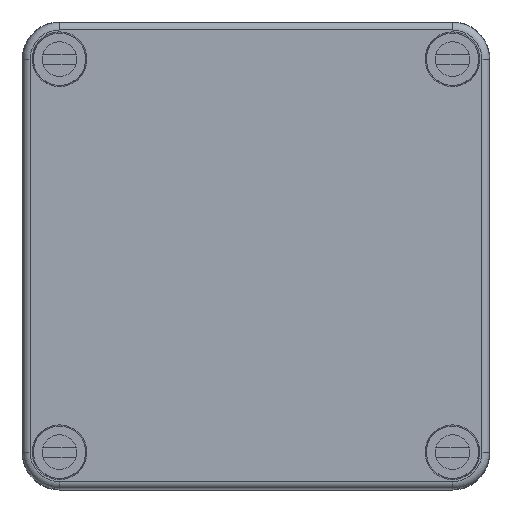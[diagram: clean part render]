
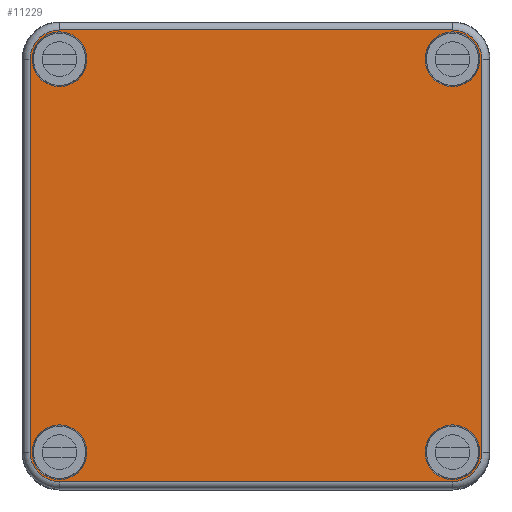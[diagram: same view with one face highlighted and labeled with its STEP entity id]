
A CAD part, top view. The second image highlights one B-rep face of the part: STEP entity #11229.
In plain terms, the highlighted planar face has unit normal (0, 0, 1).
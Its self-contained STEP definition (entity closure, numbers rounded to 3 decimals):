
#28 = ORIENTED_EDGE ( 'NONE', *, *, #3549, .T. ) ;
#120 = DIRECTION ( 'NONE',  ( -1., 0., 0. ) ) ;
#526 = CARTESIAN_POINT ( 'NONE',  ( 39.5, 39.5, 15. ) ) ;
#571 = AXIS2_PLACEMENT_3D ( 'NONE', #6415, #18194, #8146 ) ;
#696 = DIRECTION ( 'NONE',  ( -1., 0., 0. ) ) ;
#934 = VERTEX_POINT ( 'NONE', #13039 ) ;
#1036 = CARTESIAN_POINT ( 'NONE',  ( 39.5, -45.382, 15. ) ) ;
#1385 = CARTESIAN_POINT ( 'NONE',  ( 39.5, 39.5, 15. ) ) ;
#1655 = CARTESIAN_POINT ( 'NONE',  ( 39.5, -39.5, 15. ) ) ;
#1826 = VECTOR ( 'NONE', #12942, 1000. ) ;
#1885 = CARTESIAN_POINT ( 'NONE',  ( 39.5, 45.382, 15. ) ) ;
#2018 = AXIS2_PLACEMENT_3D ( 'NONE', #3117, #14954, #4815 ) ;
#2102 = CARTESIAN_POINT ( 'NONE',  ( 39.5, -39.5, 15. ) ) ;
#2222 = DIRECTION ( 'NONE',  ( -1., 0., 0. ) ) ;
#2256 = EDGE_CURVE ( 'NONE', #7515, #9649, #8386, .T. ) ;
#2688 = EDGE_CURVE ( 'NONE', #12001, #19916, #13886, .T. ) ;
#2753 = FACE_BOUND ( 'NONE', #19727, .T. ) ;
#2904 = DIRECTION ( 'NONE',  ( 0., 0., -1. ) ) ;
#2924 = ORIENTED_EDGE ( 'NONE', *, *, #8669, .T. ) ;
#3068 = CIRCLE ( 'NONE', #16879, 5.5 ) ;
#3086 = DIRECTION ( 'NONE',  ( 1., 0., 0. ) ) ;
#3117 = CARTESIAN_POINT ( 'NONE',  ( 39.5, 39.5, 15. ) ) ;
#3220 = CARTESIAN_POINT ( 'NONE',  ( -45., -39.5, 15. ) ) ;
#3355 = DIRECTION ( 'NONE',  ( -1., 0., 0. ) ) ;
#3518 = VECTOR ( 'NONE', #16618, 1000. ) ;
#3549 = EDGE_CURVE ( 'NONE', #16722, #12825, #10936, .T. ) ;
#3573 = VERTEX_POINT ( 'NONE', #7229 ) ;
#3676 = CARTESIAN_POINT ( 'NONE',  ( 39.5, -39.5, 15. ) ) ;
#3744 = ORIENTED_EDGE ( 'NONE', *, *, #2256, .T. ) ;
#3818 = DIRECTION ( 'NONE',  ( -1., 0., 0. ) ) ;
#3826 = FACE_BOUND ( 'NONE', #8313, .T. ) ;
#3985 = CARTESIAN_POINT ( 'NONE',  ( 34., -39.5, 15. ) ) ;
#4162 = CIRCLE ( 'NONE', #5450, 5.882 ) ;
#4172 = ORIENTED_EDGE ( 'NONE', *, *, #11827, .F. ) ;
#4792 = CARTESIAN_POINT ( 'NONE',  ( -45.382, 39.5, 15. ) ) ;
#4815 = DIRECTION ( 'NONE',  ( -1., 0., 0. ) ) ;
#4849 = PLANE ( 'NONE',  #12896 ) ;
#5081 = ORIENTED_EDGE ( 'NONE', *, *, #5922, .T. ) ;
#5383 = DIRECTION ( 'NONE',  ( -1., 0., 0. ) ) ;
#5450 = AXIS2_PLACEMENT_3D ( 'NONE', #20878, #10831, #696 ) ;
#5658 = LINE ( 'NONE', #19934, #3518 ) ;
#5728 = EDGE_LOOP ( 'NONE', ( #14593, #4172, #2924, #6035, #10631, #7620, #7398, #10074 ) ) ;
#5801 = CARTESIAN_POINT ( 'NONE',  ( -34., 39.5, 15. ) ) ;
#5803 = LINE ( 'NONE', #11310, #1826 ) ;
#5820 = CIRCLE ( 'NONE', #8136, 5.5 ) ;
#5922 = EDGE_CURVE ( 'NONE', #9649, #7515, #6104, .T. ) ;
#6035 = ORIENTED_EDGE ( 'NONE', *, *, #21042, .T. ) ;
#6099 = CIRCLE ( 'NONE', #571, 5.5 ) ;
#6104 = CIRCLE ( 'NONE', #15264, 5.5 ) ;
#6192 = EDGE_CURVE ( 'NONE', #6462, #20917, #5820, .T. ) ;
#6265 = DIRECTION ( 'NONE',  ( 0., 0., 1. ) ) ;
#6415 = CARTESIAN_POINT ( 'NONE',  ( -39.5, 39.5, 15. ) ) ;
#6462 = VERTEX_POINT ( 'NONE', #18942 ) ;
#6666 = EDGE_CURVE ( 'NONE', #20376, #3573, #5803, .T. ) ;
#7002 = VERTEX_POINT ( 'NONE', #18832 ) ;
#7229 = CARTESIAN_POINT ( 'NONE',  ( -45.382, -39.5, 15. ) ) ;
#7398 = ORIENTED_EDGE ( 'NONE', *, *, #15582, .T. ) ;
#7515 = VERTEX_POINT ( 'NONE', #20560 ) ;
#7620 = ORIENTED_EDGE ( 'NONE', *, *, #6666, .T. ) ;
#7832 = CIRCLE ( 'NONE', #10315, 5.882 ) ;
#7916 = ORIENTED_EDGE ( 'NONE', *, *, #19081, .T. ) ;
#8136 = AXIS2_PLACEMENT_3D ( 'NONE', #8163, #19904, #9850 ) ;
#8146 = DIRECTION ( 'NONE',  ( -1., 0., 0. ) ) ;
#8163 = CARTESIAN_POINT ( 'NONE',  ( -39.5, -39.5, 15. ) ) ;
#8282 = DIRECTION ( 'NONE',  ( 0., 0., -1. ) ) ;
#8313 = EDGE_LOOP ( 'NONE', ( #9258, #7916 ) ) ;
#8386 = CIRCLE ( 'NONE', #2018, 5.5 ) ;
#8448 = ORIENTED_EDGE ( 'NONE', *, *, #13550, .T. ) ;
#8669 = EDGE_CURVE ( 'NONE', #934, #14410, #14648, .T. ) ;
#8742 = CARTESIAN_POINT ( 'NONE',  ( -39.5, -45.382, 15. ) ) ;
#8873 = VECTOR ( 'NONE', #19533, 1000. ) ;
#8904 = AXIS2_PLACEMENT_3D ( 'NONE', #3676, #15493, #5383 ) ;
#9258 = ORIENTED_EDGE ( 'NONE', *, *, #6192, .T. ) ;
#9591 = ORIENTED_EDGE ( 'NONE', *, *, #10272, .T. ) ;
#9601 = CARTESIAN_POINT ( 'NONE',  ( -39.5, 39.5, 15. ) ) ;
#9649 = VERTEX_POINT ( 'NONE', #20337 ) ;
#9723 = AXIS2_PLACEMENT_3D ( 'NONE', #16341, #6265, #18045 ) ;
#9814 = LINE ( 'NONE', #1885, #14268 ) ;
#9850 = DIRECTION ( 'NONE',  ( -1., 0., 0. ) ) ;
#9916 = CARTESIAN_POINT ( 'NONE',  ( 45.382, -39.5, 15. ) ) ;
#10074 = ORIENTED_EDGE ( 'NONE', *, *, #2688, .F. ) ;
#10272 = EDGE_CURVE ( 'NONE', #12825, #16722, #14090, .T. ) ;
#10315 = AXIS2_PLACEMENT_3D ( 'NONE', #1655, #13507, #3355 ) ;
#10631 = ORIENTED_EDGE ( 'NONE', *, *, #16002, .F. ) ;
#10741 = EDGE_CURVE ( 'NONE', #15215, #12001, #7832, .T. ) ;
#10831 = DIRECTION ( 'NONE',  ( 0., 0., -1. ) ) ;
#10936 = CIRCLE ( 'NONE', #16870, 5.5 ) ;
#11229 = ADVANCED_FACE ( 'NONE', ( #3826, #11785, #2753, #20171, #15708 ), #4849, .F. ) ;
#11300 = DIRECTION ( 'NONE',  ( -1., 0., 0. ) ) ;
#11310 = CARTESIAN_POINT ( 'NONE',  ( -45.382, 39.5, 15. ) ) ;
#11600 = VERTEX_POINT ( 'NONE', #17666 ) ;
#11785 = FACE_BOUND ( 'NONE', #14377, .T. ) ;
#11827 = EDGE_CURVE ( 'NONE', #934, #15215, #5658, .T. ) ;
#12001 = VERTEX_POINT ( 'NONE', #17198 ) ;
#12296 = VERTEX_POINT ( 'NONE', #5801 ) ;
#12400 = DIRECTION ( 'NONE',  ( 0., 0., -1. ) ) ;
#12825 = VERTEX_POINT ( 'NONE', #3985 ) ;
#12896 = AXIS2_PLACEMENT_3D ( 'NONE', #16639, #8282, #20023 ) ;
#12942 = DIRECTION ( 'NONE',  ( 0., -1., 0. ) ) ;
#13039 = CARTESIAN_POINT ( 'NONE',  ( 45.382, 39.5, 15. ) ) ;
#13080 = CARTESIAN_POINT ( 'NONE',  ( -39.5, -39.5, 15. ) ) ;
#13239 = DIRECTION ( 'NONE',  ( 0., 0., 1. ) ) ;
#13507 = DIRECTION ( 'NONE',  ( 0., 0., -1. ) ) ;
#13550 = EDGE_CURVE ( 'NONE', #12296, #7002, #6099, .T. ) ;
#13886 = LINE ( 'NONE', #1036, #8873 ) ;
#13943 = DIRECTION ( 'NONE',  ( 0., 0., -1. ) ) ;
#14062 = CARTESIAN_POINT ( 'NONE',  ( 39.5, 45.382, 15. ) ) ;
#14090 = CIRCLE ( 'NONE', #8904, 5.5 ) ;
#14268 = VECTOR ( 'NONE', #120, 1000. ) ;
#14377 = EDGE_LOOP ( 'NONE', ( #8448, #20778 ) ) ;
#14410 = VERTEX_POINT ( 'NONE', #14062 ) ;
#14593 = ORIENTED_EDGE ( 'NONE', *, *, #10741, .F. ) ;
#14648 = CIRCLE ( 'NONE', #18594, 5.882 ) ;
#14697 = CARTESIAN_POINT ( 'NONE',  ( 45., -39.5, 15. ) ) ;
#14744 = DIRECTION ( 'NONE',  ( -1., 0., 0. ) ) ;
#14954 = DIRECTION ( 'NONE',  ( 0., 0., -1. ) ) ;
#15215 = VERTEX_POINT ( 'NONE', #9916 ) ;
#15264 = AXIS2_PLACEMENT_3D ( 'NONE', #526, #12400, #2222 ) ;
#15493 = DIRECTION ( 'NONE',  ( 0., 0., -1. ) ) ;
#15551 = CIRCLE ( 'NONE', #9723, 5.882 ) ;
#15582 = EDGE_CURVE ( 'NONE', #3573, #19916, #15551, .T. ) ;
#15708 = FACE_OUTER_BOUND ( 'NONE', #5728, .T. ) ;
#16002 = EDGE_CURVE ( 'NONE', #20376, #11600, #4162, .T. ) ;
#16341 = CARTESIAN_POINT ( 'NONE',  ( -39.5, -39.5, 15. ) ) ;
#16618 = DIRECTION ( 'NONE',  ( 0., -1., 0. ) ) ;
#16639 = CARTESIAN_POINT ( 'NONE',  ( -45.382, 39.5, 15. ) ) ;
#16722 = VERTEX_POINT ( 'NONE', #14697 ) ;
#16870 = AXIS2_PLACEMENT_3D ( 'NONE', #2102, #13943, #3818 ) ;
#16879 = AXIS2_PLACEMENT_3D ( 'NONE', #9601, #21341, #11300 ) ;
#17156 = EDGE_LOOP ( 'NONE', ( #3744, #5081 ) ) ;
#17198 = CARTESIAN_POINT ( 'NONE',  ( 39.5, -45.382, 15. ) ) ;
#17318 = EDGE_CURVE ( 'NONE', #7002, #12296, #3068, .T. ) ;
#17666 = CARTESIAN_POINT ( 'NONE',  ( -39.5, 45.382, 15. ) ) ;
#18045 = DIRECTION ( 'NONE',  ( 1., 0., 0. ) ) ;
#18194 = DIRECTION ( 'NONE',  ( 0., 0., -1. ) ) ;
#18594 = AXIS2_PLACEMENT_3D ( 'NONE', #1385, #13239, #3086 ) ;
#18832 = CARTESIAN_POINT ( 'NONE',  ( -45., 39.5, 15. ) ) ;
#18942 = CARTESIAN_POINT ( 'NONE',  ( -34., -39.5, 15. ) ) ;
#19081 = EDGE_CURVE ( 'NONE', #20917, #6462, #20377, .T. ) ;
#19533 = DIRECTION ( 'NONE',  ( -1., 0., 0. ) ) ;
#19727 = EDGE_LOOP ( 'NONE', ( #28, #9591 ) ) ;
#19904 = DIRECTION ( 'NONE',  ( 0., 0., -1. ) ) ;
#19916 = VERTEX_POINT ( 'NONE', #8742 ) ;
#19934 = CARTESIAN_POINT ( 'NONE',  ( 45.382, 39.5, 15. ) ) ;
#20023 = DIRECTION ( 'NONE',  ( -1., 0., 0. ) ) ;
#20171 = FACE_BOUND ( 'NONE', #17156, .T. ) ;
#20337 = CARTESIAN_POINT ( 'NONE',  ( 34., 39.5, 15. ) ) ;
#20376 = VERTEX_POINT ( 'NONE', #4792 ) ;
#20377 = CIRCLE ( 'NONE', #21638, 5.5 ) ;
#20560 = CARTESIAN_POINT ( 'NONE',  ( 45., 39.5, 15. ) ) ;
#20778 = ORIENTED_EDGE ( 'NONE', *, *, #17318, .T. ) ;
#20878 = CARTESIAN_POINT ( 'NONE',  ( -39.5, 39.5, 15. ) ) ;
#20917 = VERTEX_POINT ( 'NONE', #3220 ) ;
#21042 = EDGE_CURVE ( 'NONE', #14410, #11600, #9814, .T. ) ;
#21341 = DIRECTION ( 'NONE',  ( 0., 0., -1. ) ) ;
#21638 = AXIS2_PLACEMENT_3D ( 'NONE', #13080, #2904, #14744 ) ;
